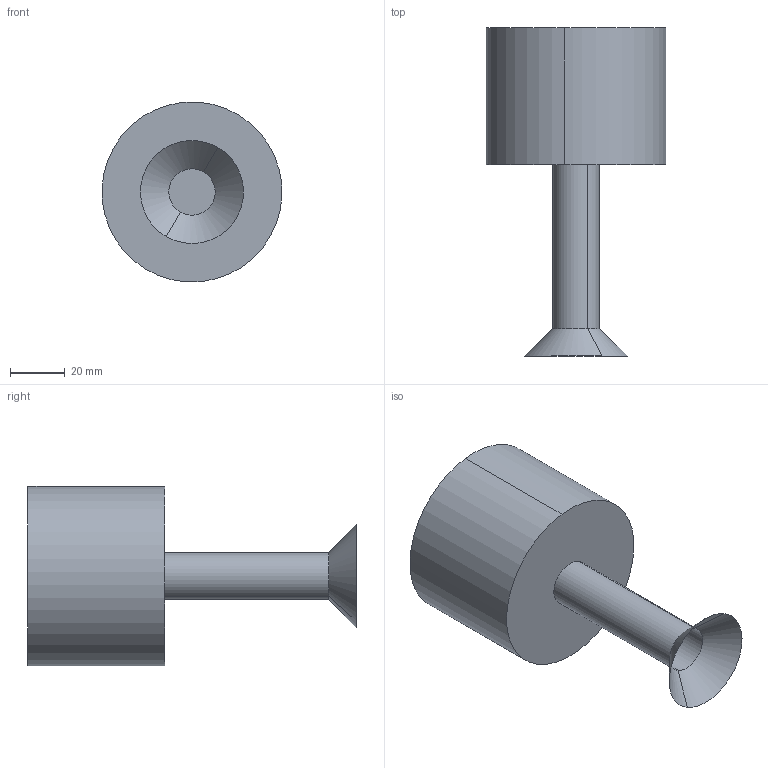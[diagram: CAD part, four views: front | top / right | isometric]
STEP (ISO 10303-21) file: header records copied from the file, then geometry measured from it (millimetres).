
FILE_DESCRIPTION(/* description */ (''),/* implementation_level */ '2;1');
FILE_NAME(/* name */ 'grinding',/* time_stamp */ '2023-07-26T22:36:27+02:00',/* author */ (''),/* organization */ (''),/* preprocessor_version */ 'ST-DEVELOPER v16.5',/* originating_system */ 'Rhino 7.22',/* authorisation */ '');
FILE_SCHEMA (('CONFIG_CONTROL_DESIGN'));
Length unit declared in the file: millimetre
Products named in the file (1): Document
Bounding box: 65.8 x 120 x 65.83 mm (x, y, z)
Surface area: 21369.8 mm2 (no closed solid volume)
Topology: 0 solids, 1 shells, 8 faces, 16 edges, 10 vertices
Faces by surface type: cylinder 4, plane 2, bspline 2
Entity records: 292 total; most frequent: CARTESIAN_POINT 100, ORIENTED_EDGE 30, EDGE_CURVE 16, VERTEX_POINT 10, DIRECTION 10, EDGE_LOOP 9, ADVANCED_FACE 8, FACE_OUTER_BOUND 8
